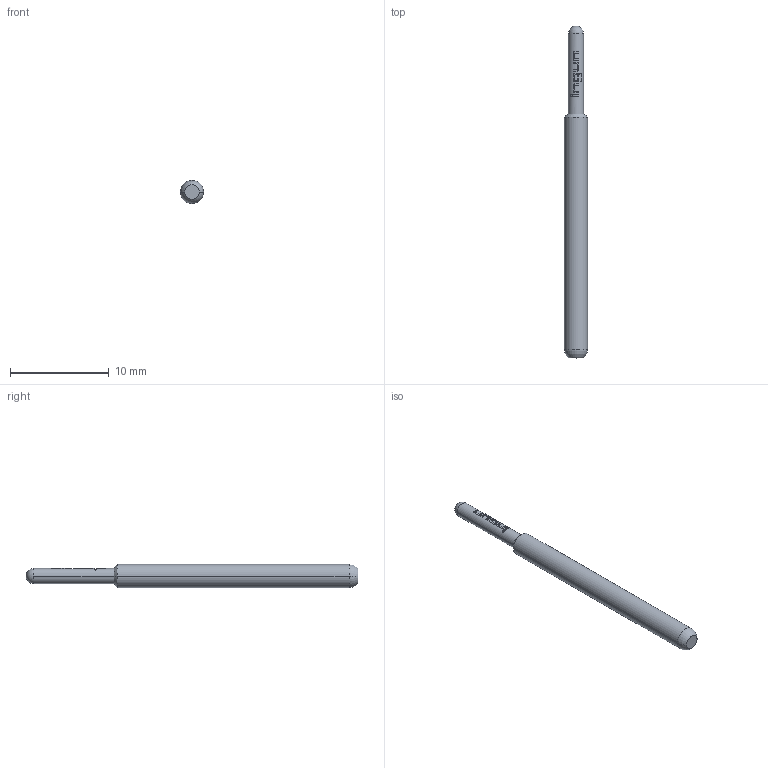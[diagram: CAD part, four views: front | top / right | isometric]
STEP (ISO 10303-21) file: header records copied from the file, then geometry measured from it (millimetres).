
FILE_DESCRIPTION (( 'STEP AP203' ), '1' );
FILE_NAME ('INGUN_GKS-004_305_152_A_xx00.STEP', '2021-09-13T06:42:55', ( 'ochi' ), ( '' ), 'SwSTEP 2.0', 'SolidWorks 2018', '' );
FILE_SCHEMA (( 'CONFIG_CONTROL_DESIGN' ));
Length unit declared in the file: millimetre
Products named in the file (1): INGUN_GKS-004_305_152_A_xx00
Bounding box: 2.35 x 33.6 x 2.35 mm (x, y, z)
Volume: 121.6 mm3; surface area: 227.7 mm2
Topology: 1 solids, 1 shells, 79 faces, 209 edges, 138 vertices
Faces by surface type: bspline 39, plane 25, cylinder 10, cone 2, torus 2, sphere 1
Entity records: 3645 total; most frequent: CARTESIAN_POINT 2097, ORIENTED_EDGE 412, EDGE_CURVE 206, B_SPLINE_CURVE_WITH_KNOTS 186, VERTEX_POINT 136, DIRECTION 116, EDGE_LOOP 86, FACE_OUTER_BOUND 79
